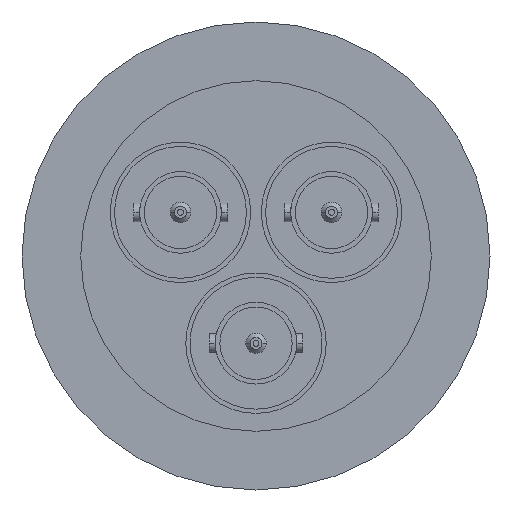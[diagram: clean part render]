
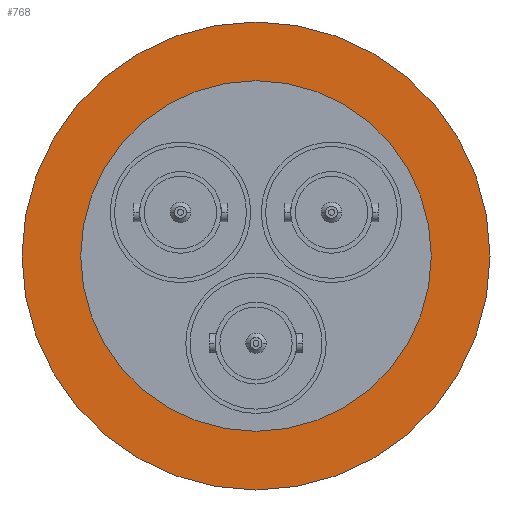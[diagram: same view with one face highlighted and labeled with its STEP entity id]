
A CAD part, left-side view. The second image highlights one B-rep face of the part: STEP entity #768.
In plain terms, the highlighted planar face has unit normal (-1, 0, 0).
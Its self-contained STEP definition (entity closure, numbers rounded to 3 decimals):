
#136 = EDGE_CURVE ( 'NONE', #2504, #2344, #2069, .T. ) ;
#288 = AXIS2_PLACEMENT_3D ( 'NONE', #2477, #2447, #2255 ) ;
#361 = ORIENTED_EDGE ( 'NONE', *, *, #1977, .T. ) ;
#397 = CARTESIAN_POINT ( 'NONE',  ( 0., 0., 0. ) ) ;
#431 = CIRCLE ( 'NONE', #2334, 20.6 ) ;
#525 = EDGE_CURVE ( 'NONE', #2359, #1879, #2548, .T. ) ;
#643 = ORIENTED_EDGE ( 'NONE', *, *, #136, .F. ) ;
#688 = DIRECTION ( 'NONE',  ( 0., 0., 1. ) ) ;
#761 = FACE_BOUND ( 'NONE', #2211, .T. ) ;
#768 = ADVANCED_FACE ( 'NONE', ( #761, #2934 ), #1762, .F. ) ;
#836 = CARTESIAN_POINT ( 'NONE',  ( 0., 0., -27.5 ) ) ;
#952 = AXIS2_PLACEMENT_3D ( 'NONE', #3119, #2407, #688 ) ;
#1132 = CARTESIAN_POINT ( 'NONE',  ( 0., 0., 20.6 ) ) ;
#1298 = AXIS2_PLACEMENT_3D ( 'NONE', #1988, #2758, #1310 ) ;
#1310 = DIRECTION ( 'NONE',  ( 0., 0., 1. ) ) ;
#1356 = ORIENTED_EDGE ( 'NONE', *, *, #525, .T. ) ;
#1453 = ORIENTED_EDGE ( 'NONE', *, *, #2113, .F. ) ;
#1550 = CARTESIAN_POINT ( 'NONE',  ( 0., 0., 27.5 ) ) ;
#1757 = CIRCLE ( 'NONE', #2889, 27.5 ) ;
#1762 = PLANE ( 'NONE',  #288 ) ;
#1838 = DIRECTION ( 'NONE',  ( -1., 0., 0. ) ) ;
#1879 = VERTEX_POINT ( 'NONE', #1550 ) ;
#1977 = EDGE_CURVE ( 'NONE', #1879, #2359, #1757, .T. ) ;
#1988 = CARTESIAN_POINT ( 'NONE',  ( 0., 0., 0. ) ) ;
#2069 = CIRCLE ( 'NONE', #1298, 20.6 ) ;
#2089 = CARTESIAN_POINT ( 'NONE',  ( 0., 0., -20.6 ) ) ;
#2113 = EDGE_CURVE ( 'NONE', #2344, #2504, #431, .T. ) ;
#2151 = EDGE_LOOP ( 'NONE', ( #361, #1356 ) ) ;
#2211 = EDGE_LOOP ( 'NONE', ( #643, #1453 ) ) ;
#2255 = DIRECTION ( 'NONE',  ( 0., 0., -1. ) ) ;
#2334 = AXIS2_PLACEMENT_3D ( 'NONE', #2937, #2657, #2452 ) ;
#2344 = VERTEX_POINT ( 'NONE', #2089 ) ;
#2359 = VERTEX_POINT ( 'NONE', #836 ) ;
#2407 = DIRECTION ( 'NONE',  ( -1., 0., 0. ) ) ;
#2447 = DIRECTION ( 'NONE',  ( 1., 0., 0. ) ) ;
#2452 = DIRECTION ( 'NONE',  ( 0., 0., 1. ) ) ;
#2477 = CARTESIAN_POINT ( 'NONE',  ( 0., 0., -27.5 ) ) ;
#2504 = VERTEX_POINT ( 'NONE', #1132 ) ;
#2548 = CIRCLE ( 'NONE', #952, 27.5 ) ;
#2657 = DIRECTION ( 'NONE',  ( -1., 0., 0. ) ) ;
#2758 = DIRECTION ( 'NONE',  ( -1., 0., 0. ) ) ;
#2811 = DIRECTION ( 'NONE',  ( 0., 0., 1. ) ) ;
#2889 = AXIS2_PLACEMENT_3D ( 'NONE', #397, #1838, #2811 ) ;
#2934 = FACE_OUTER_BOUND ( 'NONE', #2151, .T. ) ;
#2937 = CARTESIAN_POINT ( 'NONE',  ( 0., 0., 0. ) ) ;
#3119 = CARTESIAN_POINT ( 'NONE',  ( 0., 0., 0. ) ) ;
